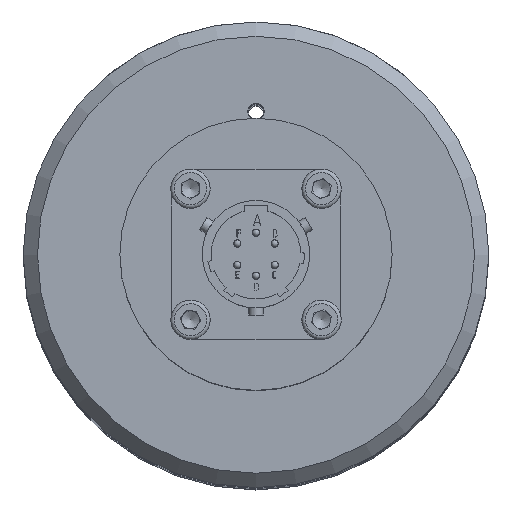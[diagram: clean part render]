
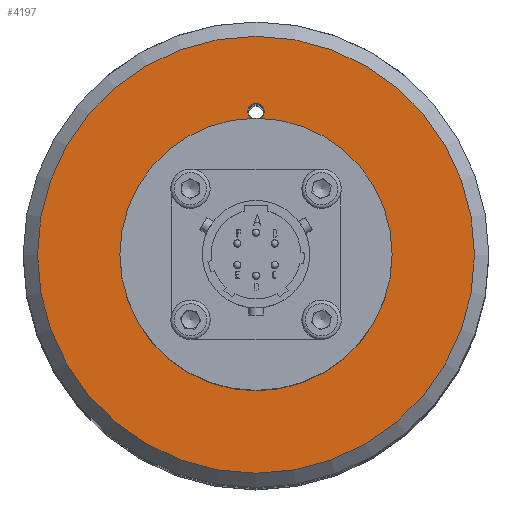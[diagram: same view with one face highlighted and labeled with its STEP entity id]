
A CAD part, top view. The second image highlights one B-rep face of the part: STEP entity #4197.
In plain terms, the highlighted planar face has unit normal (0, 0, 1).
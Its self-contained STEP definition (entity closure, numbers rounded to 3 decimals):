
#158 = DIRECTION ( 'NONE',  ( 1., 0., 0. ) ) ;
#165 = AXIS2_PLACEMENT_3D ( 'NONE', #200, #1540, #1881 ) ;
#200 = CARTESIAN_POINT ( 'NONE',  ( 0., 0., 0. ) ) ;
#300 = EDGE_LOOP ( 'NONE', ( #1798 ) ) ;
#509 = DIRECTION ( 'NONE',  ( 0., 0., -1. ) ) ;
#616 = CARTESIAN_POINT ( 'NONE',  ( 0., 20., 0. ) ) ;
#720 = CARTESIAN_POINT ( 'NONE',  ( 14.25, 0., 0. ) ) ;
#908 = AXIS2_PLACEMENT_3D ( 'NONE', #2605, #2658, #2672 ) ;
#1057 = CARTESIAN_POINT ( 'NONE',  ( 1.15, 20., 0. ) ) ;
#1237 = EDGE_CURVE ( 'NONE', #3358, #3358, #1913, .T. ) ;
#1459 = EDGE_LOOP ( 'NONE', ( #1489 ) ) ;
#1489 = ORIENTED_EDGE ( 'NONE', *, *, #4654, .T. ) ;
#1540 = DIRECTION ( 'NONE',  ( 0., 0., 1. ) ) ;
#1567 = ORIENTED_EDGE ( 'NONE', *, *, #4058, .T. ) ;
#1623 = AXIS2_PLACEMENT_3D ( 'NONE', #2428, #2628, #2592 ) ;
#1732 = PLANE ( 'NONE',  #165 ) ;
#1798 = ORIENTED_EDGE ( 'NONE', *, *, #1237, .T. ) ;
#1843 = CARTESIAN_POINT ( 'NONE',  ( 30.5, 0., 0. ) ) ;
#1863 = AXIS2_PLACEMENT_3D ( 'NONE', #616, #509, #158 ) ;
#1881 = DIRECTION ( 'NONE',  ( 1., 0., 0. ) ) ;
#1913 = CIRCLE ( 'NONE', #1863, 1.15 ) ;
#1970 = EDGE_LOOP ( 'NONE', ( #1567 ) ) ;
#2424 = CIRCLE ( 'NONE', #908, 30.5 ) ;
#2428 = CARTESIAN_POINT ( 'NONE',  ( 0., 0., 0. ) ) ;
#2535 = FACE_BOUND ( 'NONE', #1459, .T. ) ;
#2538 = FACE_OUTER_BOUND ( 'NONE', #1970, .T. ) ;
#2564 = FACE_BOUND ( 'NONE', #300, .T. ) ;
#2592 = DIRECTION ( 'NONE',  ( 1., 0., 0. ) ) ;
#2605 = CARTESIAN_POINT ( 'NONE',  ( 0., 0., 0. ) ) ;
#2628 = DIRECTION ( 'NONE',  ( 0., 0., -1. ) ) ;
#2658 = DIRECTION ( 'NONE',  ( 0., 0., 1. ) ) ;
#2672 = DIRECTION ( 'NONE',  ( 1., 0., 0. ) ) ;
#2932 = CIRCLE ( 'NONE', #1623, 14.25 ) ;
#3358 = VERTEX_POINT ( 'NONE', #1057 ) ;
#3554 = VERTEX_POINT ( 'NONE', #1843 ) ;
#3582 = VERTEX_POINT ( 'NONE', #720 ) ;
#4058 = EDGE_CURVE ( 'NONE', #3554, #3554, #2424, .T. ) ;
#4197 = ADVANCED_FACE ( 'NONE', ( #2564, #2538, #2535 ), #1732, .T. ) ;
#4654 = EDGE_CURVE ( 'NONE', #3582, #3582, #2932, .T. ) ;
